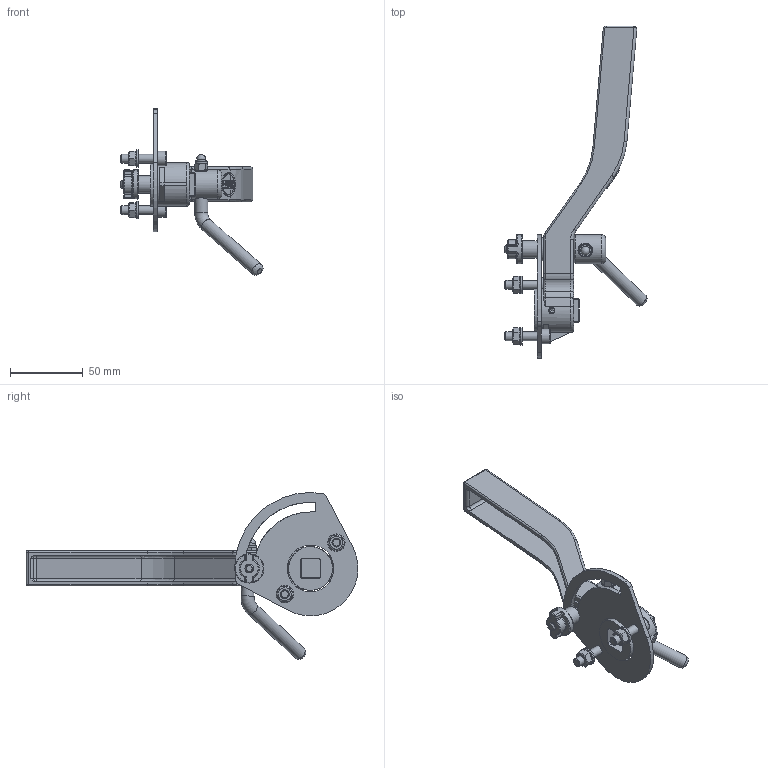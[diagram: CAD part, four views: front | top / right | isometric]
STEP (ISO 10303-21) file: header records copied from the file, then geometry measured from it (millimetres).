
FILE_DESCRIPTION((''),'2;1');
FILE_NAME('Feineinstellung F05.stp','2008-11-05T09:04:28',('hellwig'),(''),'Autodesk Inventor 2008','Autodesk Inventor 2008','');
FILE_SCHEMA(('AUTOMOTIVE_DESIGN { 1 0 10303 214 1 1 1 1 }'));
Length unit declared in the file: millimetre
Products named in the file (1): Bauteil1
Bounding box: 97.34 x 227.49 x 114.35 mm (x, y, z)
Volume: 88995.3 mm3; surface area: 49543.3 mm2
Topology: 2 solids, 2 shells, 754 faces, 1877 edges, 1180 vertices
Faces by surface type: plane 383, bspline 170, cylinder 133, torus 36, cone 31, sphere 1
Full cylindrical faces by diameter (mm): 5 x1, 5.3 x1, 6 x7, 6.4 x2, 6.5 x2, 7 x2, 8 x1, 8.4 x1, 8.5 x2, 9 x3, 9.1 x1, 10 x2, 12 x3, 12.5 x1, 16 x1, 20 x2, 30 x1, 32 x1
Entity records: 25895 total; most frequent: CARTESIAN_POINT 8727, ORIENTED_EDGE 3518, DIRECTION 3051, EDGE_CURVE 1759, VERTEX_POINT 1149, AXIS2_PLACEMENT_3D 1037, VECTOR 977, LINE 977
